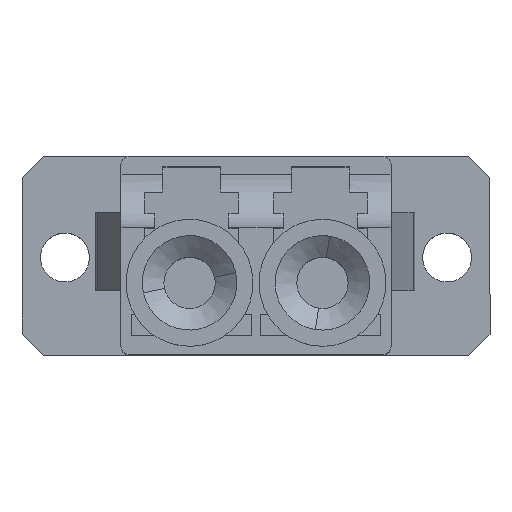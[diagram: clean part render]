
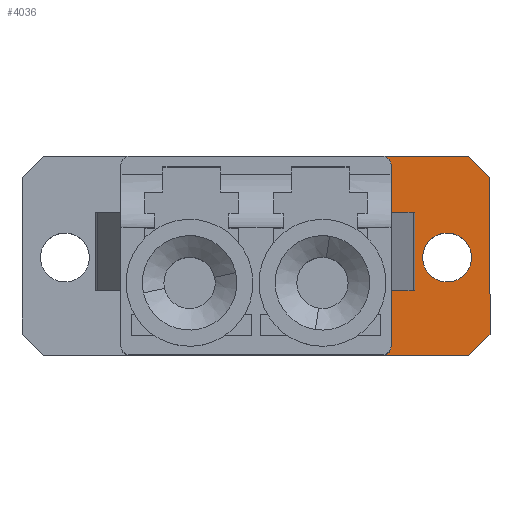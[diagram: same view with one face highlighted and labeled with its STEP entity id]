
A CAD part, top view. The second image highlights one B-rep face of the part: STEP entity #4036.
In plain terms, the highlighted planar face has unit normal (0, 0, 1).
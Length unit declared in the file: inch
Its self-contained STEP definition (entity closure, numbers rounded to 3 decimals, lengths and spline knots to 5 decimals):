
#137 = EDGE_LOOP ( 'NONE', ( #2443, #8356, #8014, #4661, #10577, #8930, #6119, #7993 ) ) ;
#201 = CARTESIAN_POINT ( 'NONE',  ( 0.35394, 0., 0.05906 ) ) ;
#301 = LINE ( 'NONE', #3036, #7590 ) ;
#319 = EDGE_CURVE ( 'NONE', #5759, #10943, #9323, .T. ) ;
#417 = EDGE_CURVE ( 'NONE', #6519, #6042, #10738, .T. ) ;
#750 = DIRECTION ( 'NONE',  ( 1., 0., 0. ) ) ;
#871 = DIRECTION ( 'NONE',  ( 0., 0., 1. ) ) ;
#999 = DIRECTION ( 'NONE',  ( 1., 0., 0. ) ) ;
#1055 = EDGE_CURVE ( 'NONE', #7184, #5759, #7776, .T. ) ;
#1097 = CIRCLE ( 'NONE', #2638, 0.01575 ) ;
#1128 = DIRECTION ( 'NONE',  ( 1., 0., 0. ) ) ;
#1431 = CARTESIAN_POINT ( 'NONE',  ( 0.3939, -0.1811, 0.05906 ) ) ;
#1533 = DIRECTION ( 'NONE',  ( 1., 0., 0. ) ) ;
#1839 = ORIENTED_EDGE ( 'NONE', *, *, #3960, .F. ) ;
#2035 = CARTESIAN_POINT ( 'NONE',  ( 0.43327, -0.14173, 0.05906 ) ) ;
#2103 = VERTEX_POINT ( 'NONE', #4393 ) ;
#2217 = ORIENTED_EDGE ( 'NONE', *, *, #3772, .F. ) ;
#2232 = CARTESIAN_POINT ( 'NONE',  ( 0.29045, 0.29045, 0.05906 ) ) ;
#2443 = ORIENTED_EDGE ( 'NONE', *, *, #8158, .T. ) ;
#2638 = AXIS2_PLACEMENT_3D ( 'NONE', #9207, #6599, #999 ) ;
#2742 = EDGE_CURVE ( 'NONE', #2103, #5530, #10641, .T. ) ;
#3036 = CARTESIAN_POINT ( 'NONE',  ( -0.43327, -0.1811, 0.05906 ) ) ;
#3287 = CARTESIAN_POINT ( 'NONE',  ( 0.43327, 0.18701, 0.05906 ) ) ;
#3334 = CARTESIAN_POINT ( 'NONE',  ( 0.3939, 0.18701, 0.05906 ) ) ;
#3422 = CARTESIAN_POINT ( 'NONE',  ( 0., 0., 0.05906 ) ) ;
#3478 = DIRECTION ( 'NONE',  ( 0.707, 0.707, 0. ) ) ;
#3616 = VERTEX_POINT ( 'NONE', #6223 ) ;
#3771 = VERTEX_POINT ( 'NONE', #8415 ) ;
#3772 = EDGE_CURVE ( 'NONE', #3616, #5655, #6300, .T. ) ;
#3776 = CIRCLE ( 'NONE', #10540, 0.04528 ) ;
#3960 = EDGE_CURVE ( 'NONE', #5655, #3616, #3776, .T. ) ;
#4036 = ADVANCED_FACE ( 'NONE', ( #11761, #11698 ), #10984, .T. ) ;
#4149 = DIRECTION ( 'NONE',  ( 0., 1., 0. ) ) ;
#4292 = CARTESIAN_POINT ( 'NONE',  ( 0.23425, -0.16535, 0.05906 ) ) ;
#4393 = CARTESIAN_POINT ( 'NONE',  ( 0.25, -0.16535, 0.05906 ) ) ;
#4661 = ORIENTED_EDGE ( 'NONE', *, *, #1055, .T. ) ;
#5008 = CARTESIAN_POINT ( 'NONE',  ( 0.23425, 0.18701, 0.05906 ) ) ;
#5066 = EDGE_CURVE ( 'NONE', #2103, #3771, #10208, .T. ) ;
#5152 = VECTOR ( 'NONE', #11597, 39.37008 ) ;
#5249 = DIRECTION ( 'NONE',  ( 0., 0., -1. ) ) ;
#5254 = EDGE_CURVE ( 'NONE', #10943, #5530, #1097, .T. ) ;
#5530 = VERTEX_POINT ( 'NONE', #9534 ) ;
#5655 = VERTEX_POINT ( 'NONE', #7669 ) ;
#5740 = DIRECTION ( 'NONE',  ( -1., 0., 0. ) ) ;
#5759 = VERTEX_POINT ( 'NONE', #3334 ) ;
#6035 = DIRECTION ( 'NONE',  ( 0., 0., 1. ) ) ;
#6042 = VERTEX_POINT ( 'NONE', #2035 ) ;
#6119 = ORIENTED_EDGE ( 'NONE', *, *, #2742, .F. ) ;
#6138 = AXIS2_PLACEMENT_3D ( 'NONE', #4292, #5249, #11898 ) ;
#6152 = CARTESIAN_POINT ( 'NONE',  ( 0.35394, 0., 0.05906 ) ) ;
#6223 = CARTESIAN_POINT ( 'NONE',  ( 0.30866, 0., 0.05906 ) ) ;
#6252 = EDGE_LOOP ( 'NONE', ( #2217, #1839 ) ) ;
#6300 = CIRCLE ( 'NONE', #10351, 0.04528 ) ;
#6519 = VERTEX_POINT ( 'NONE', #1431 ) ;
#6599 = DIRECTION ( 'NONE',  ( 0., 0., -1. ) ) ;
#6830 = VECTOR ( 'NONE', #4149, 39.37008 ) ;
#7184 = VERTEX_POINT ( 'NONE', #10594 ) ;
#7286 = AXIS2_PLACEMENT_3D ( 'NONE', #3422, #871, #750 ) ;
#7497 = DIRECTION ( 'NONE',  ( 1., 0., 0. ) ) ;
#7590 = VECTOR ( 'NONE', #7497, 39.37008 ) ;
#7666 = DIRECTION ( 'NONE',  ( -0.707, 0.707, 0. ) ) ;
#7669 = CARTESIAN_POINT ( 'NONE',  ( 0.39921, 0., 0.05906 ) ) ;
#7776 = LINE ( 'NONE', #2232, #7840 ) ;
#7840 = VECTOR ( 'NONE', #7666, 39.37008 ) ;
#7933 = CARTESIAN_POINT ( 'NONE',  ( 0.25, 0.15354, 0.05906 ) ) ;
#7993 = ORIENTED_EDGE ( 'NONE', *, *, #5066, .T. ) ;
#8014 = ORIENTED_EDGE ( 'NONE', *, *, #10936, .T. ) ;
#8158 = EDGE_CURVE ( 'NONE', #3771, #6519, #301, .T. ) ;
#8356 = ORIENTED_EDGE ( 'NONE', *, *, #417, .T. ) ;
#8415 = CARTESIAN_POINT ( 'NONE',  ( 0.23425, -0.1811, 0.05906 ) ) ;
#8661 = DIRECTION ( 'NONE',  ( 0., 0., 1. ) ) ;
#8930 = ORIENTED_EDGE ( 'NONE', *, *, #5254, .T. ) ;
#9207 = CARTESIAN_POINT ( 'NONE',  ( 0.23425, 0.17126, 0.05906 ) ) ;
#9323 = LINE ( 'NONE', #9558, #9724 ) ;
#9367 = VECTOR ( 'NONE', #3478, 39.37008 ) ;
#9534 = CARTESIAN_POINT ( 'NONE',  ( 0.25, 0.17126, 0.05906 ) ) ;
#9558 = CARTESIAN_POINT ( 'NONE',  ( -0.43327, 0.18701, 0.05906 ) ) ;
#9724 = VECTOR ( 'NONE', #5740, 39.37008 ) ;
#10208 = CIRCLE ( 'NONE', #6138, 0.01575 ) ;
#10351 = AXIS2_PLACEMENT_3D ( 'NONE', #201, #8661, #1128 ) ;
#10498 = LINE ( 'NONE', #3287, #6830 ) ;
#10540 = AXIS2_PLACEMENT_3D ( 'NONE', #6152, #6035, #1533 ) ;
#10577 = ORIENTED_EDGE ( 'NONE', *, *, #319, .T. ) ;
#10594 = CARTESIAN_POINT ( 'NONE',  ( 0.43327, 0.14764, 0.05906 ) ) ;
#10641 = LINE ( 'NONE', #7933, #5152 ) ;
#10738 = LINE ( 'NONE', #11753, #9367 ) ;
#10936 = EDGE_CURVE ( 'NONE', #6042, #7184, #10498, .T. ) ;
#10943 = VERTEX_POINT ( 'NONE', #5008 ) ;
#10984 = PLANE ( 'NONE',  #7286 ) ;
#11597 = DIRECTION ( 'NONE',  ( 0., 1., 0. ) ) ;
#11698 = FACE_OUTER_BOUND ( 'NONE', #137, .T. ) ;
#11753 = CARTESIAN_POINT ( 'NONE',  ( 0.2875, -0.2875, 0.05906 ) ) ;
#11761 = FACE_BOUND ( 'NONE', #6252, .T. ) ;
#11898 = DIRECTION ( 'NONE',  ( 1., 0., 0. ) ) ;
